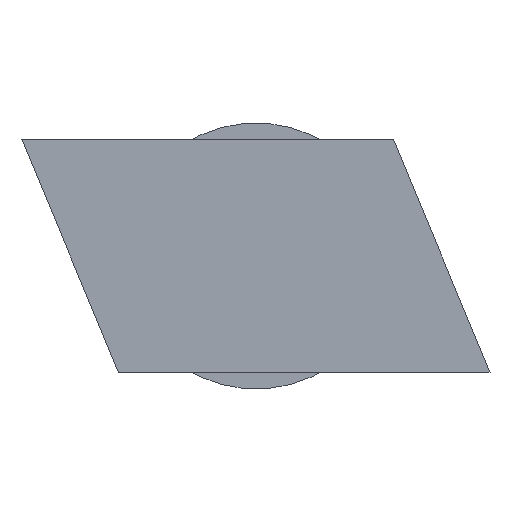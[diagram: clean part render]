
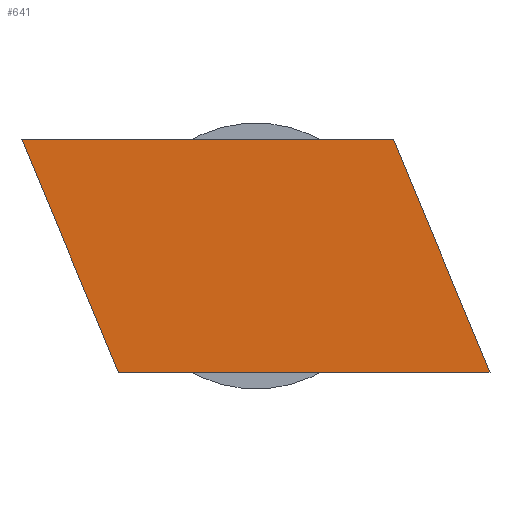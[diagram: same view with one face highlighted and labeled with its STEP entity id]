
A CAD part, front view. The second image highlights one B-rep face of the part: STEP entity #641.
In plain terms, the highlighted planar face has unit normal (0, -1, 0).
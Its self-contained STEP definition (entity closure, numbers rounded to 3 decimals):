
#16 = CARTESIAN_POINT ( 'NONE',  ( 10.55, 0., -5.25 ) ) ;
#21 = VECTOR ( 'NONE', #312, 1000. ) ;
#50 = CARTESIAN_POINT ( 'NONE',  ( 6.201, 0., 5.25 ) ) ;
#52 = AXIS2_PLACEMENT_3D ( 'NONE', #504, #731, #686 ) ;
#59 = DIRECTION ( 'NONE',  ( 0.383, 0., -0.924 ) ) ;
#180 = ORIENTED_EDGE ( 'NONE', *, *, #628, .F. ) ;
#195 = FACE_OUTER_BOUND ( 'NONE', #865, .T. ) ;
#202 = VERTEX_POINT ( 'NONE', #16 ) ;
#256 = LINE ( 'NONE', #50, #886 ) ;
#257 = VECTOR ( 'NONE', #527, 1000. ) ;
#312 = DIRECTION ( 'NONE',  ( 1., 0., 0. ) ) ;
#330 = ORIENTED_EDGE ( 'NONE', *, *, #666, .F. ) ;
#334 = VERTEX_POINT ( 'NONE', #336 ) ;
#336 = CARTESIAN_POINT ( 'NONE',  ( -10.55, 0., 5.25 ) ) ;
#438 = VERTEX_POINT ( 'NONE', #824 ) ;
#440 = EDGE_CURVE ( 'NONE', #334, #830, #536, .T. ) ;
#501 = CARTESIAN_POINT ( 'NONE',  ( -6.201, 0., -5.25 ) ) ;
#504 = CARTESIAN_POINT ( 'NONE',  ( 0., 0., 0. ) ) ;
#527 = DIRECTION ( 'NONE',  ( -0.383, 0., 0.924 ) ) ;
#529 = VECTOR ( 'NONE', #881, 1000. ) ;
#536 = LINE ( 'NONE', #828, #21 ) ;
#544 = ORIENTED_EDGE ( 'NONE', *, *, #827, .F. ) ;
#559 = ORIENTED_EDGE ( 'NONE', *, *, #440, .F. ) ;
#614 = CARTESIAN_POINT ( 'NONE',  ( 6.201, 0., 5.25 ) ) ;
#628 = EDGE_CURVE ( 'NONE', #830, #202, #256, .T. ) ;
#641 = ADVANCED_FACE ( 'NONE', ( #195 ), #829, .T. ) ;
#645 = LINE ( 'NONE', #501, #529 ) ;
#666 = EDGE_CURVE ( 'NONE', #438, #334, #786, .T. ) ;
#686 = DIRECTION ( 'NONE',  ( 0., 0., -1. ) ) ;
#731 = DIRECTION ( 'NONE',  ( 0., -1., 0. ) ) ;
#786 = LINE ( 'NONE', #840, #257 ) ;
#824 = CARTESIAN_POINT ( 'NONE',  ( -6.201, 0., -5.25 ) ) ;
#827 = EDGE_CURVE ( 'NONE', #202, #438, #645, .T. ) ;
#828 = CARTESIAN_POINT ( 'NONE',  ( -10.55, 0., 5.25 ) ) ;
#829 = PLANE ( 'NONE',  #52 ) ;
#830 = VERTEX_POINT ( 'NONE', #614 ) ;
#840 = CARTESIAN_POINT ( 'NONE',  ( -10.55, 0., 5.25 ) ) ;
#865 = EDGE_LOOP ( 'NONE', ( #330, #544, #180, #559 ) ) ;
#881 = DIRECTION ( 'NONE',  ( -1., 0., 0. ) ) ;
#886 = VECTOR ( 'NONE', #59, 1000. ) ;
